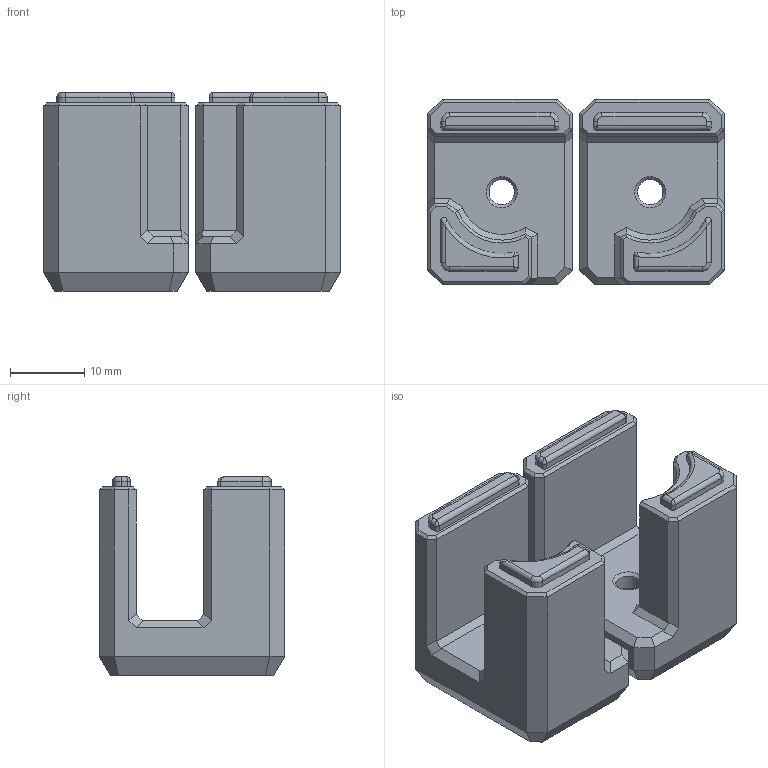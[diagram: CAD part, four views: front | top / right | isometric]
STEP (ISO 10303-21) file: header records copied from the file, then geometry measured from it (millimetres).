
FILE_DESCRIPTION(/* description */ (''),/* implementation_level */ '2;1');
FILE_NAME(/* name */ 'idler_block_B2.step',/* time_stamp */ '2025-10-05T13:24:10-04:00',/* author */ (''),/* organization */ (''),/* preprocessor_version */ 'ST-DEVELOPER v20.1',/* originating_system */ 'Autodesk Translation Framework v14.17.0.0',/* authorisation */ '');
FILE_SCHEMA (('AUTOMOTIVE_DESIGN { 1 0 10303 214 3 1 1 }'));
Length unit declared in the file: millimetre
Products named in the file (1): idler_block_b
Bounding box: 40 x 25 x 26.8 mm (x, y, z)
Volume: 13858.1 mm3; surface area: 6447.4 mm2
Topology: 2 solids, 2 shells, 218 faces, 524 edges, 306 vertices
Faces by surface type: plane 154, cylinder 38, bspline 16, cone 8, torus 2
Full cylindrical faces by diameter (mm): 3.4 x2, 6 x2
Entity records: 6541 total; most frequent: CARTESIAN_POINT 1545, ORIENTED_EDGE 1028, DIRECTION 1000, EDGE_CURVE 514, LINE 402, VECTOR 402, VERTEX_POINT 306, AXIS2_PLACEMENT_3D 299
